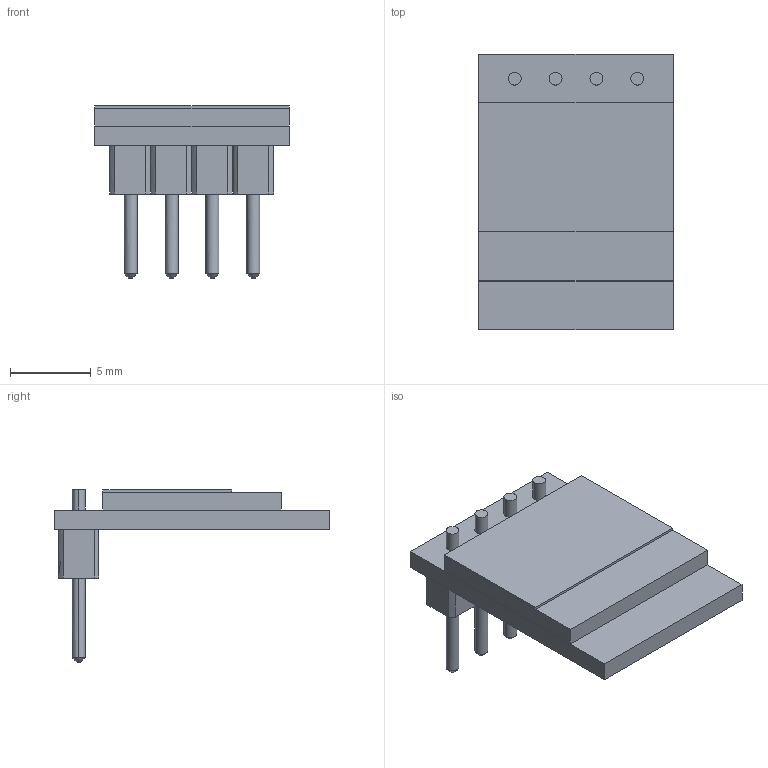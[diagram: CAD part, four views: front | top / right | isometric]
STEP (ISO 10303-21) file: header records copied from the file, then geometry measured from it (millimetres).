
FILE_DESCRIPTION (( 'STEP AP203' ), '1' );
FILE_NAME ('042oled.STEP', '2023-02-10T21:53:56', ( '' ), ( '' ), 'SwSTEP 2.0', 'SolidWorks 2020', '' );
FILE_SCHEMA (( 'CONFIG_CONTROL_DESIGN' ));
Length unit declared in the file: millimetre
Products named in the file (1): 042oled
Bounding box: 12 x 17 x 10.65 mm (x, y, z)
Volume: 490.1 mm3; surface area: 1163.8 mm2
Topology: 3 solids, 3 shells, 86 faces, 196 edges, 128 vertices
Faces by surface type: plane 46, bspline 24, cylinder 16
Entity records: 3645 total; most frequent: CARTESIAN_POINT 1883, ORIENTED_EDGE 392, DIRECTION 258, EDGE_CURVE 196, VERTEX_POINT 128, EDGE_LOOP 98, AXIS2_PLACEMENT_3D 87, ADVANCED_FACE 86
